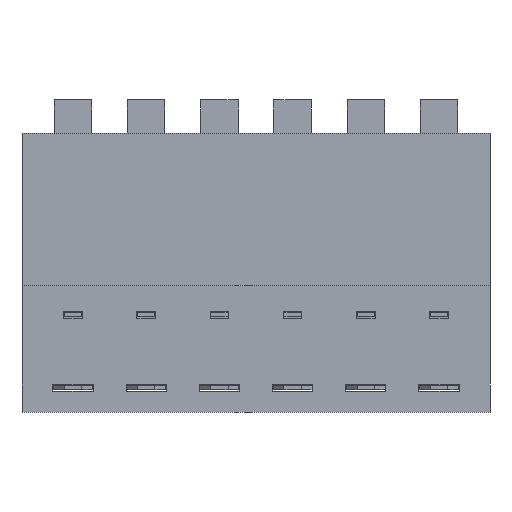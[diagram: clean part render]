
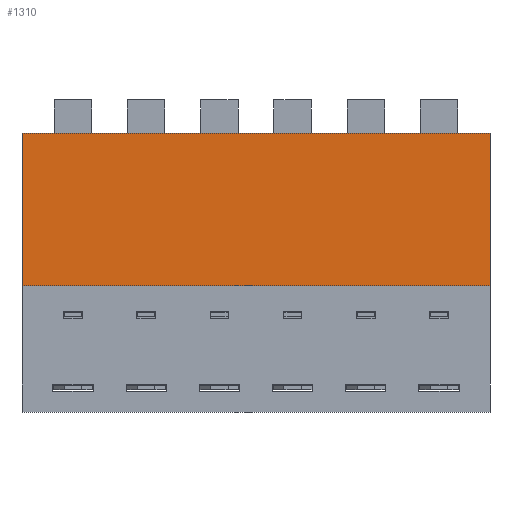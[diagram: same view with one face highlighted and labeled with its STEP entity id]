
A CAD part, front view. The second image highlights one B-rep face of the part: STEP entity #1310.
In plain terms, the highlighted planar face has unit normal (0, -1, 0).
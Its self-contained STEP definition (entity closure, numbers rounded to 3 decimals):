
#1310 = ADVANCED_FACE( '', ( #2970 ), #2971, .F. );
#2970 = FACE_OUTER_BOUND( '', #5057, .T. );
#2971 = PLANE( '', #5058 );
#5057 = EDGE_LOOP( '', ( #8518, #8519, #8520, #8521 ) );
#5058 = AXIS2_PLACEMENT_3D( '', #8522, #8523, #8524 );
#8518 = ORIENTED_EDGE( '', *, *, #14337, .T. );
#8519 = ORIENTED_EDGE( '', *, *, #14338, .T. );
#8520 = ORIENTED_EDGE( '', *, *, #14339, .F. );
#8521 = ORIENTED_EDGE( '', *, *, #13307, .F. );
#8522 = CARTESIAN_POINT( '', ( -8.12, -4.95, 5.7 ) );
#8523 = DIRECTION( '', ( 0., 1., 0. ) );
#8524 = DIRECTION( '', ( -1., 0., 0. ) );
#13307 = EDGE_CURVE( '', #15916, #15918, #15919, .T. );
#14337 = EDGE_CURVE( '', #15916, #17654, #17655, .T. );
#14338 = EDGE_CURVE( '', #17654, #17656, #17657, .T. );
#14339 = EDGE_CURVE( '', #15918, #17656, #17658, .T. );
#15916 = VERTEX_POINT( '', #19759 );
#15918 = VERTEX_POINT( '', #19762 );
#15919 = LINE( '', #19763, #19764 );
#17654 = VERTEX_POINT( '', #22848 );
#17655 = LINE( '', #22849, #22850 );
#17656 = VERTEX_POINT( '', #22851 );
#17657 = LINE( '', #22852, #22853 );
#17658 = LINE( '', #22854, #22855 );
#19759 = CARTESIAN_POINT( '', ( -8.12, -4.95, 5.7 ) );
#19762 = CARTESIAN_POINT( '', ( 8.12, -4.95, 5.7 ) );
#19763 = CARTESIAN_POINT( '', ( -8.12, -4.95, 5.7 ) );
#19764 = VECTOR( '', #25793, 1000. );
#22848 = CARTESIAN_POINT( '', ( -8.12, -4.95, 0.4 ) );
#22849 = CARTESIAN_POINT( '', ( -8.12, -4.95, 5.7 ) );
#22850 = VECTOR( '', #26564, 1000. );
#22851 = CARTESIAN_POINT( '', ( 8.12, -4.95, 0.4 ) );
#22852 = CARTESIAN_POINT( '', ( -8.12, -4.95, 0.4 ) );
#22853 = VECTOR( '', #26565, 1000. );
#22854 = CARTESIAN_POINT( '', ( 8.12, -4.95, 5.7 ) );
#22855 = VECTOR( '', #26566, 1000. );
#25793 = DIRECTION( '', ( 1., 0., 0. ) );
#26564 = DIRECTION( '', ( 0., 0., -1. ) );
#26565 = DIRECTION( '', ( 1., 0., 0. ) );
#26566 = DIRECTION( '', ( 0., 0., -1. ) );
